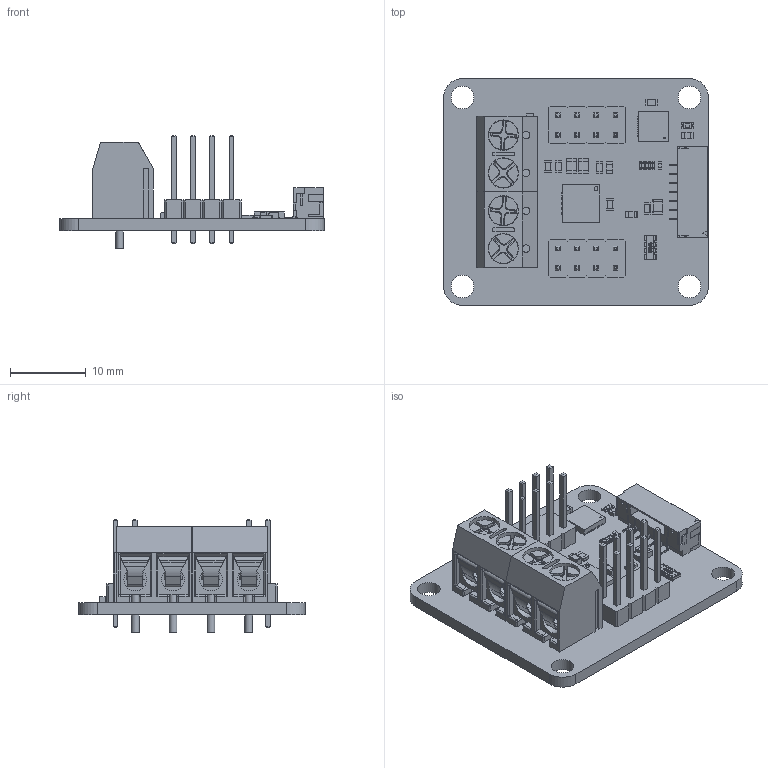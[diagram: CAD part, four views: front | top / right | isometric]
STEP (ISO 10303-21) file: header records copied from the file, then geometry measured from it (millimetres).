
FILE_DESCRIPTION(('FreeCAD Model'),'2;1');
FILE_NAME('ptc.step', '2018-04-16T15:47:14',('kicad StepUp'),('ksu MCAD'), 'Open CASCADE STEP processor 6.8','FreeCAD','Unknown');
FILE_SCHEMA(('AUTOMOTIVE_DESIGN_CC2 { 1 2 10303 214 -1 1 5 4 }'));
Length unit declared in the file: millimetre
Products named in the file (24): Pcb; C_0805_; BrickletConn_7pin_; C_0402_; C_0603_; C_0603_001; C_0603_002; C_0603_003; C_0603_004; C_0603_005; D_0603_blue_; R_0603_; R_0603_001; 2er_Buchse_; 2er_Buchse_001; R_0603_002; R_0805_; R_0805_001; Cut_; R_4x0603_; QFN-24_4x4mm_Pitch0.5mm_; QFN-20-5x5mm_; PinHeader_Straight_2x04x254mm_; PinHeader_Straight_2x04x254mm_001
Bounding box: 35 x 30 x 14.9 mm (x, y, z)
Volume: 3171.9 mm3; surface area: 5947.4 mm2
Topology: 28 solids, 28 shells, 2413 faces, 6582 edges, 4270 vertices
Faces by surface type: plane 1877, cylinder 374, bspline 138, torus 16, sphere 8
Full cylindrical faces by diameter (mm): 1 x8, 1.016 x16, 1.3 x4, 2.4 x8, 3 x8, 3.9 x4, 4 x4
Entity records: 93309 total; most frequent: CARTESIAN_POINT 15632, ORIENTED_EDGE 13132, DIRECTION 11590, EDGE_CURVE 6566, LINE 5478, VECTOR 5478, VERTEX_POINT 4270, AXIS2_PLACEMENT_3D 3056
